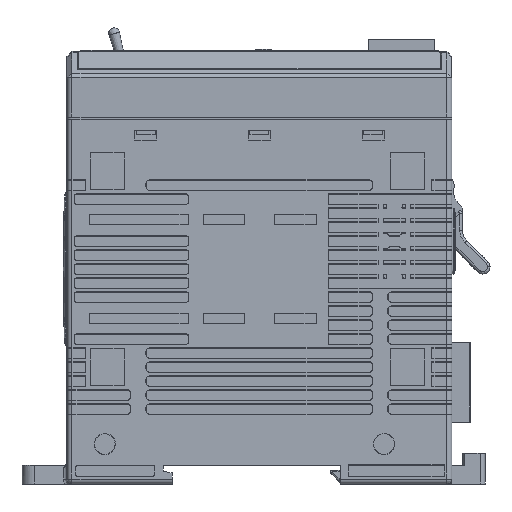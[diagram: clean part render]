
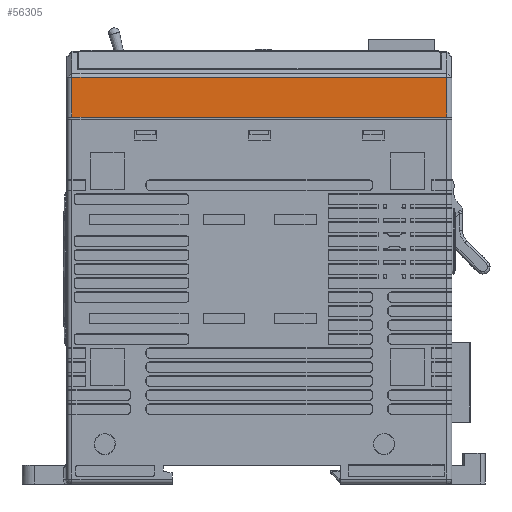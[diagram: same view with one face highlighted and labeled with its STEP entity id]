
A CAD part, left-side view. The second image highlights one B-rep face of the part: STEP entity #56305.
In plain terms, the highlighted planar face has unit normal (-1, 0, 0).
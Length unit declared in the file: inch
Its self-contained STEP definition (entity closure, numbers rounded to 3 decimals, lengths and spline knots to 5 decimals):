
#3155 = CARTESIAN_POINT ( 'NONE',  ( -1.14711, 1.5549, 2.74295 ) ) ;
#3326 = VECTOR ( 'NONE', #11664, 39.37008 ) ;
#3850 = LINE ( 'NONE', #43592, #3326 ) ;
#5476 = EDGE_LOOP ( 'NONE', ( #46143, #91312, #66817, #15729 ) ) ;
#11664 = DIRECTION ( 'NONE',  ( 0., 0., -1. ) ) ;
#15729 = ORIENTED_EDGE ( 'NONE', *, *, #83694, .T. ) ;
#37483 = AXIS2_PLACEMENT_3D ( 'NONE', #111871, #52557, #82520 ) ;
#38288 = VERTEX_POINT ( 'NONE', #48794 ) ;
#38699 = CARTESIAN_POINT ( 'NONE',  ( -1.14711, -1.39786, -1.04757 ) ) ;
#43592 = CARTESIAN_POINT ( 'NONE',  ( -1.14711, 1.5549, -1.04757 ) ) ;
#45187 = VERTEX_POINT ( 'NONE', #102283 ) ;
#46143 = ORIENTED_EDGE ( 'NONE', *, *, #116661, .T. ) ;
#48481 = LINE ( 'NONE', #38699, #127896 ) ;
#48794 = CARTESIAN_POINT ( 'NONE',  ( -1.14711, -1.39786, 2.74295 ) ) ;
#52557 = DIRECTION ( 'NONE',  ( -1., 0., 0. ) ) ;
#54527 = PLANE ( 'NONE',  #37483 ) ;
#56305 = ADVANCED_FACE ( 'NONE', ( #93599 ), #54527, .T. ) ;
#61361 = CARTESIAN_POINT ( 'NONE',  ( -1.14711, 1.5549, 3.05734 ) ) ;
#65085 = VECTOR ( 'NONE', #69000, 39.37008 ) ;
#66817 = ORIENTED_EDGE ( 'NONE', *, *, #118508, .T. ) ;
#69000 = DIRECTION ( 'NONE',  ( 0., 1., 0. ) ) ;
#82520 = DIRECTION ( 'NONE',  ( 0., 0., 1. ) ) ;
#83694 = EDGE_CURVE ( 'NONE', #117119, #38288, #97303, .T. ) ;
#90153 = DIRECTION ( 'NONE',  ( 0., 0., 1. ) ) ;
#91312 = ORIENTED_EDGE ( 'NONE', *, *, #96851, .T. ) ;
#93599 = FACE_OUTER_BOUND ( 'NONE', #5476, .T. ) ;
#96851 = EDGE_CURVE ( 'NONE', #45187, #98719, #109411, .T. ) ;
#97303 = LINE ( 'NONE', #126697, #114661 ) ;
#98719 = VERTEX_POINT ( 'NONE', #61361 ) ;
#102283 = CARTESIAN_POINT ( 'NONE',  ( -1.14711, -1.39786, 3.05734 ) ) ;
#109411 = LINE ( 'NONE', #128354, #65085 ) ;
#111871 = CARTESIAN_POINT ( 'NONE',  ( -1.14711, -0.14784, -1.04757 ) ) ;
#114661 = VECTOR ( 'NONE', #117525, 39.37008 ) ;
#116661 = EDGE_CURVE ( 'NONE', #38288, #45187, #48481, .T. ) ;
#117119 = VERTEX_POINT ( 'NONE', #3155 ) ;
#117525 = DIRECTION ( 'NONE',  ( 0., -1., 0. ) ) ;
#118508 = EDGE_CURVE ( 'NONE', #98719, #117119, #3850, .T. ) ;
#126697 = CARTESIAN_POINT ( 'NONE',  ( -1.14711, -0.14784, 2.74295 ) ) ;
#127896 = VECTOR ( 'NONE', #90153, 39.37008 ) ;
#128354 = CARTESIAN_POINT ( 'NONE',  ( -1.14711, -0.14784, 3.05734 ) ) ;
